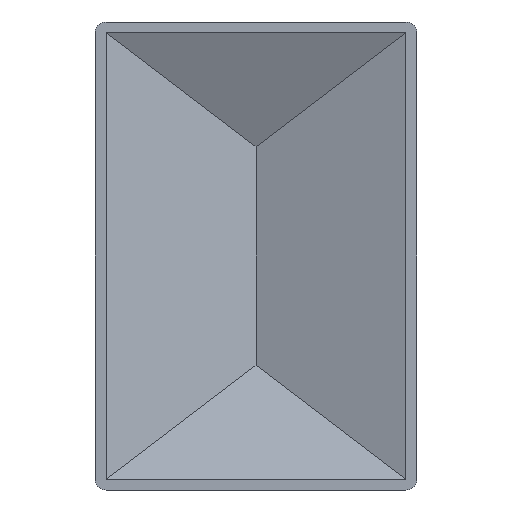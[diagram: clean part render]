
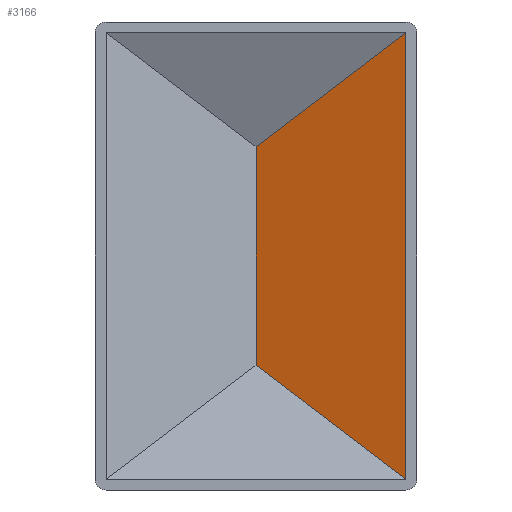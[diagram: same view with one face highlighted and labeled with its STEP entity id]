
A CAD part, front view. The second image highlights one B-rep face of the part: STEP entity #3166.
In plain terms, the highlighted planar face has unit normal (-0.329, -0.944, 0).
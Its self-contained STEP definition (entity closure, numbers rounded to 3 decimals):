
#412 = DIRECTION ( 'NONE',  ( 0.944, -0.329, 0. ) ) ;
#879 = CARTESIAN_POINT ( 'NONE',  ( 0., 14.5, 14.955 ) ) ;
#2499 = VERTEX_POINT ( 'NONE', #12765 ) ;
#2505 = VERTEX_POINT ( 'NONE', #5487 ) ;
#3166 = ADVANCED_FACE ( 'NONE', ( #11531 ), #9981, .T. ) ;
#3512 = EDGE_CURVE ( 'NONE', #13131, #2499, #7575, .T. ) ;
#3634 = DIRECTION ( 'NONE',  ( 0., 0., 1. ) ) ;
#3700 = CARTESIAN_POINT ( 'NONE',  ( 0., 14.5, -32. ) ) ;
#4348 = LINE ( 'NONE', #11650, #7426 ) ;
#4435 = LINE ( 'NONE', #12562, #12296 ) ;
#5107 = VECTOR ( 'NONE', #14055, 1000. ) ;
#5243 = DIRECTION ( 'NONE',  ( 0.768, -0.268, 0.582 ) ) ;
#5487 = CARTESIAN_POINT ( 'NONE',  ( 20.5, 7.35, 30.5 ) ) ;
#6551 = VERTEX_POINT ( 'NONE', #879 ) ;
#6803 = EDGE_CURVE ( 'NONE', #2499, #2505, #4435, .T. ) ;
#7059 = VECTOR ( 'NONE', #11289, 1000. ) ;
#7426 = VECTOR ( 'NONE', #5243, 1000. ) ;
#7575 = LINE ( 'NONE', #9189, #7059 ) ;
#8438 = EDGE_LOOP ( 'NONE', ( #13147, #10131, #12917, #8875 ) ) ;
#8875 = ORIENTED_EDGE ( 'NONE', *, *, #3512, .T. ) ;
#9189 = CARTESIAN_POINT ( 'NONE',  ( -4.549, 16.087, -11.505 ) ) ;
#9411 = EDGE_CURVE ( 'NONE', #13131, #6551, #12786, .T. ) ;
#9981 = PLANE ( 'NONE',  #12506 ) ;
#10054 = CARTESIAN_POINT ( 'NONE',  ( 0., 14.5, -14.955 ) ) ;
#10131 = ORIENTED_EDGE ( 'NONE', *, *, #13613, .F. ) ;
#11289 = DIRECTION ( 'NONE',  ( 0.768, -0.268, -0.582 ) ) ;
#11531 = FACE_OUTER_BOUND ( 'NONE', #8438, .T. ) ;
#11650 = CARTESIAN_POINT ( 'NONE',  ( -20.986, 21.819, -0.959 ) ) ;
#12296 = VECTOR ( 'NONE', #3634, 1000. ) ;
#12477 = DIRECTION ( 'NONE',  ( -0.329, -0.944, 0. ) ) ;
#12506 = AXIS2_PLACEMENT_3D ( 'NONE', #3700, #12477, #412 ) ;
#12562 = CARTESIAN_POINT ( 'NONE',  ( 20.5, 7.35, -32. ) ) ;
#12765 = CARTESIAN_POINT ( 'NONE',  ( 20.5, 7.35, -30.5 ) ) ;
#12786 = LINE ( 'NONE', #14015, #5107 ) ;
#12917 = ORIENTED_EDGE ( 'NONE', *, *, #9411, .F. ) ;
#13131 = VERTEX_POINT ( 'NONE', #10054 ) ;
#13147 = ORIENTED_EDGE ( 'NONE', *, *, #6803, .T. ) ;
#13613 = EDGE_CURVE ( 'NONE', #6551, #2505, #4348, .T. ) ;
#14015 = CARTESIAN_POINT ( 'NONE',  ( 0., 14.5, -32. ) ) ;
#14055 = DIRECTION ( 'NONE',  ( 0., 0., 1. ) ) ;
